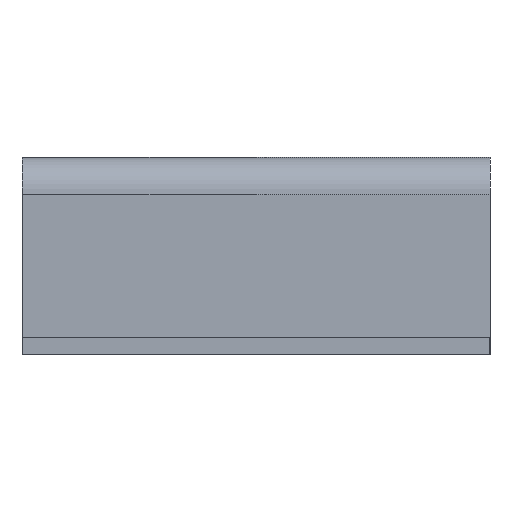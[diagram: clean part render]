
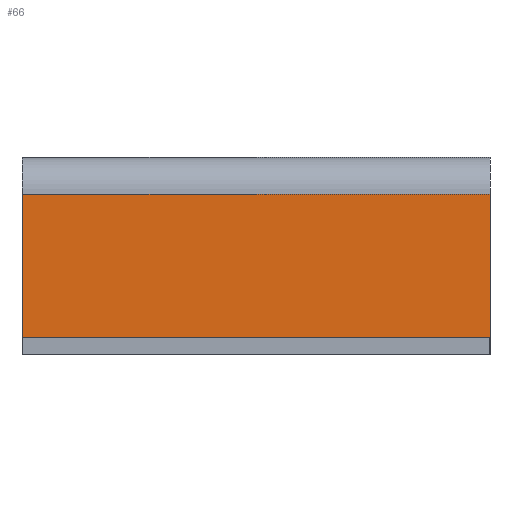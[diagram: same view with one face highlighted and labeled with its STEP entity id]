
A CAD part, left-side view. The second image highlights one B-rep face of the part: STEP entity #66.
In plain terms, the highlighted planar face has unit normal (-1, 0, 0).
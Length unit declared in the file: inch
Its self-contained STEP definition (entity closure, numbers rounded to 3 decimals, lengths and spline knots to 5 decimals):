
#66=ADVANCED_FACE('',(#151),#152,.T.);
#151=FACE_OUTER_BOUND('',#273,.T.);
#152=PLANE('',#274);
#273=EDGE_LOOP('',(#500,#501,#502,#503));
#274=AXIS2_PLACEMENT_3D('',#504,#505,#506);
#500=ORIENTED_EDGE('',*,*,#735,.T.);
#501=ORIENTED_EDGE('',*,*,#736,.F.);
#502=ORIENTED_EDGE('',*,*,#719,.T.);
#503=ORIENTED_EDGE('',*,*,#737,.T.);
#504=CARTESIAN_POINT('',(1.62758,-0.02121,0.29954));
#505=DIRECTION('',(-1.0,0.0,0.0));
#506=DIRECTION('',(0.0,0.0,1.0));
#719=EDGE_CURVE('',#849,#847,#850,.T.);
#735=EDGE_CURVE('',#877,#878,#879,.T.);
#736=EDGE_CURVE('',#849,#878,#880,.T.);
#737=EDGE_CURVE('',#847,#877,#881,.T.);
#847=VERTEX_POINT('',#1038);
#849=VERTEX_POINT('',#1043);
#850=LINE('',#1044,#1045);
#877=VERTEX_POINT('',#1092);
#878=VERTEX_POINT('',#1093);
#879=LINE('',#1094,#1095);
#880=LINE('',#1096,#1097);
#881=LINE('',#1098,#1099);
#1038=CARTESIAN_POINT('',(1.62758,-0.02121,0.54787));
#1043=CARTESIAN_POINT('',(1.62758,-0.02121,0.05122));
#1044=CARTESIAN_POINT('',(1.62758,-0.02121,0.05122));
#1045=VECTOR('',#1320,1.0);
#1092=CARTESIAN_POINT('',(1.62758,1.60379,0.54787));
#1093=CARTESIAN_POINT('',(1.62758,1.60379,0.05122));
#1094=CARTESIAN_POINT('',(1.62758,1.60379,0.05122));
#1095=VECTOR('',#1329,1.0);
#1096=CARTESIAN_POINT('',(1.62758,-0.02121,0.05122));
#1097=VECTOR('',#1330,1.0);
#1098=CARTESIAN_POINT('',(1.62758,-0.02121,0.54787));
#1099=VECTOR('',#1331,1.0);
#1320=DIRECTION('',(0.0,0.0,1.0));
#1329=DIRECTION('',(-0.0,0.0,-1.0));
#1330=DIRECTION('',(0.0,1.0,0.0));
#1331=DIRECTION('',(0.0,1.0,0.0));
